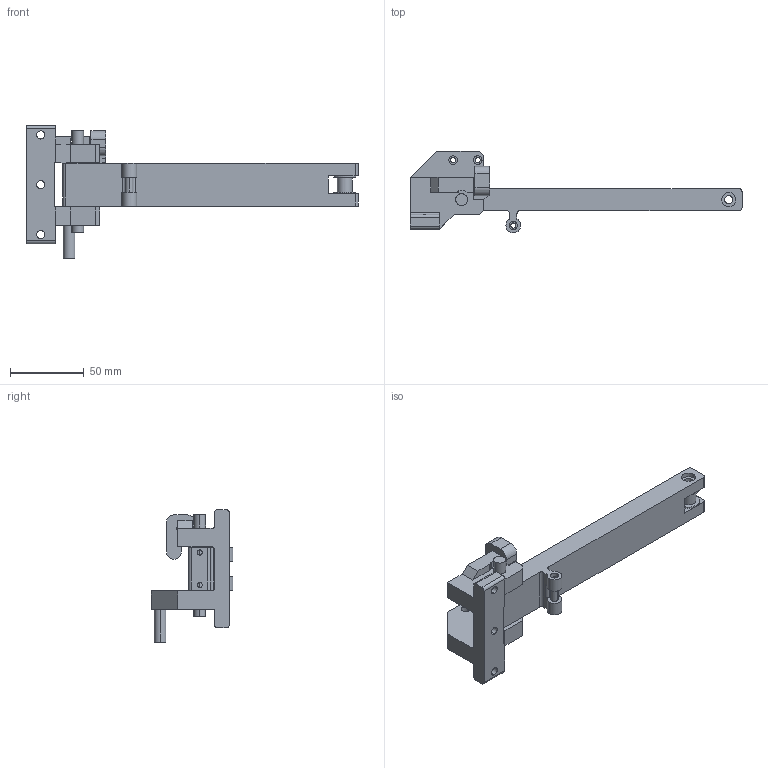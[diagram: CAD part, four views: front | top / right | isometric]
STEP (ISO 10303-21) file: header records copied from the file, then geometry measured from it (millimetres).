
FILE_DESCRIPTION (( 'STEP AP203' ), '1' );
FILE_NAME ('Encoder PART.STEP', '2021-07-31T11:32:10', ( '' ), ( '' ), 'SwSTEP 2.0', 'SolidWorks 2020', '' );
FILE_SCHEMA (( 'CONFIG_CONTROL_DESIGN' ));
Length unit declared in the file: millimetre
Products named in the file (1): Encoder PART
Bounding box: 225 x 55.5 x 89.8 mm (x, y, z)
Volume: 145170.6 mm3; surface area: 43877.5 mm2
Topology: 7 solids, 7 shells, 208 faces, 542 edges, 358 vertices
Faces by surface type: cylinder 105, plane 103
Entity records: 6600 total; most frequent: DIRECTION 1169, CARTESIAN_POINT 1129, ORIENTED_EDGE 1084, EDGE_CURVE 542, AXIS2_PLACEMENT_3D 422, VERTEX_POINT 358, LINE 325, VECTOR 325
